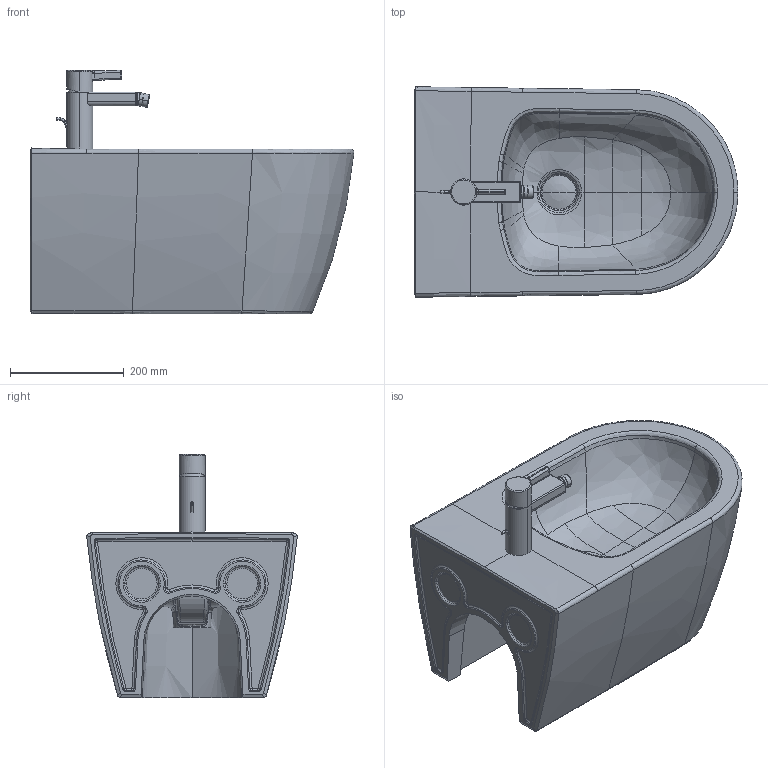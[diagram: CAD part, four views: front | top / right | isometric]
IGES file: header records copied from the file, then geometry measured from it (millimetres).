
Global section: file name: No Iges File Name specified; native system: Autodesk Inventor 2011; preprocessor: AutoDesk Inventor Iges Exporter R2011; author: Administrator; date: 20150608.210954; units: millimetre
Bounding box: 570.13 x 370.57 x 428.82 mm (x, y, z)
Volume: 23580930.7 mm3; surface area: 1150531.4 mm2
Topology: 8 solids, 8 shells, 533 faces, 1331 edges, 813 vertices
Faces by surface type: bspline 253, plane 92, revolution 80, cylinder 65, torus 31, cone 6, sphere 6
